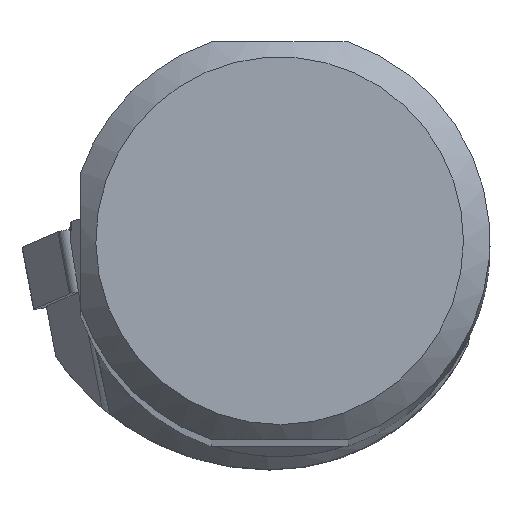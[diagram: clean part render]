
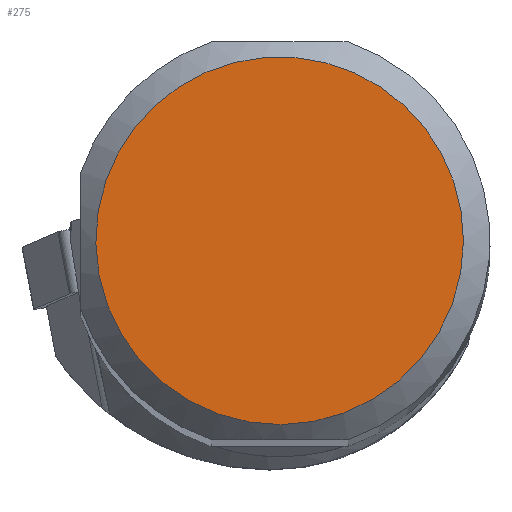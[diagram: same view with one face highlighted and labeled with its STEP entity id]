
A CAD part, top view. The second image highlights one B-rep face of the part: STEP entity #275.
In plain terms, the highlighted planar face has unit normal (0, 0, 1).
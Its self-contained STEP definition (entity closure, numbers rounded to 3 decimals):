
#194=FACE_OUTER_BOUND('',#655,.T.);
#275=ADVANCED_FACE('CU_SU_BP3',(#194),#336,.T.);
#336=PLANE('',#1758);
#655=EDGE_LOOP('',(#896));
#896=ORIENTED_EDGE('',*,*,#1441,.T.);
#1260=VERTEX_POINT('',#2696);
#1441=EDGE_CURVE('',#1260,#1260,#1567,.T.);
#1567=CIRCLE('',#1757,13.864);
#1757=AXIS2_PLACEMENT_3D('',#2695,#2068,#2069);
#1758=AXIS2_PLACEMENT_3D('',#2697,#2070,#2071);
#2068=DIRECTION('',(0.,0.,1.));
#2069=DIRECTION('',(1.,0.,0.));
#2070=DIRECTION('',(0.,0.,1.));
#2071=DIRECTION('',(1.,0.,0.));
#2695=CARTESIAN_POINT('',(0.,0.,0.));
#2696=CARTESIAN_POINT('',(13.864,0.,0.));
#2697=CARTESIAN_POINT('',(0.,0.,
0.));
